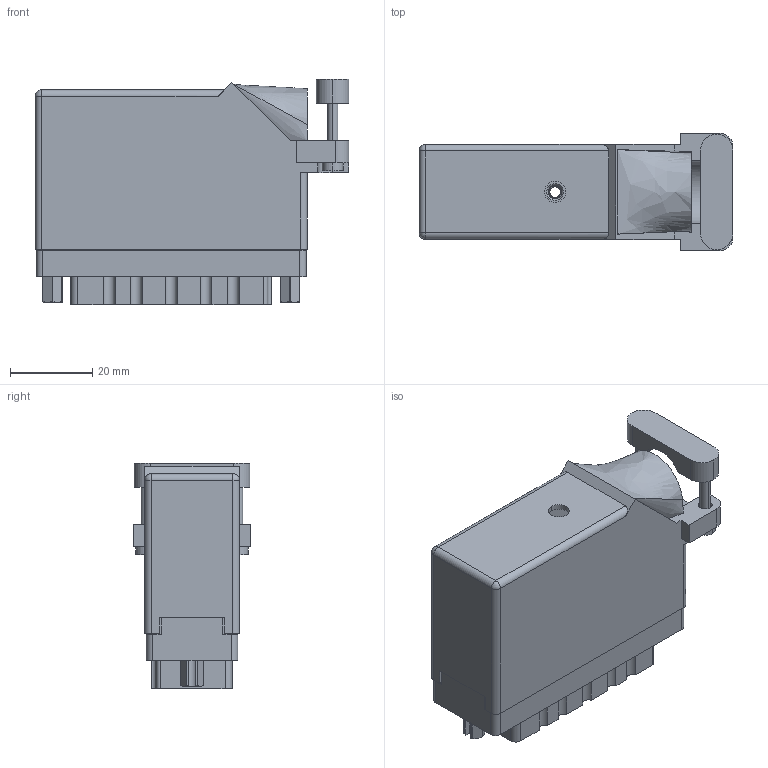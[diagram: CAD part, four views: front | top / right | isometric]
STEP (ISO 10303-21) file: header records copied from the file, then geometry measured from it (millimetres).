
FILE_DESCRIPTION (( 'STEP AP203' ), '1' );
FILE_NAME ('516-056-000-442.STEP', '2020-03-05T20:12:46', ( '' ), ( '' ), 'SwSTEP 2.0', 'SolidWorks 2016', '' );
FILE_SCHEMA (( 'CONFIG_CONTROL_DESIGN' ));
Length unit declared in the file: inch
Products named in the file (7): 516-221-038-102_057; 516-252-021-102_056; 516-252-035-100_516-252-035-100; 516 Part Receptacle_056; 516-221-038-102_056; 516-230-001_Plastic - 056 Side Entry - Large Clamp; 516-056-000-442
Assembly tree (7 placements, depth 2):
  516-056-000-442
    516 Part Receptacle_056
    516-230-001_Plastic - 056 Side Entry - Large Clamp
    516-252-021-102_056  x2
    516-221-038-102_056
    516-252-035-100_516-252-035-100
    516-221-038-102_057
Bounding box: 76.5 x 28.57 x 54.91 mm (x, y, z)
Volume: 27538.8 mm3; surface area: 38507.1 mm2
Topology: 7 solids, 7 shells, 1567 faces, 4550 edges, 3016 vertices
Faces by surface type: plane 996, cylinder 488, cone 44, bspline 37, sphere 2
Entity records: 58108 total; most frequent: CARTESIAN_POINT 16045, ORIENTED_EDGE 8908, DIRECTION 8425, EDGE_CURVE 4454, VECTOR 3077, LINE 3077, VERTEX_POINT 2956, AXIS2_PLACEMENT_3D 2674
